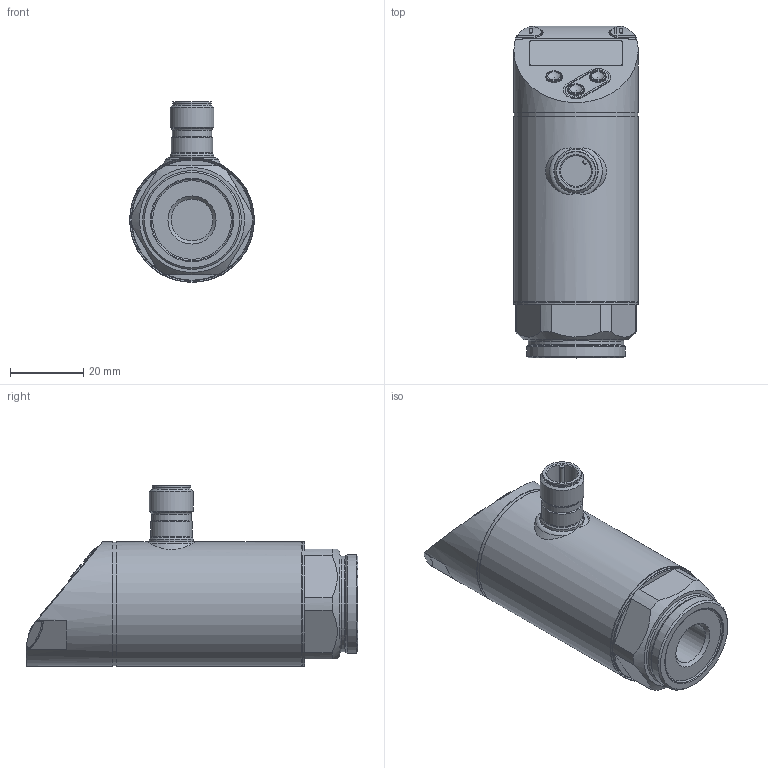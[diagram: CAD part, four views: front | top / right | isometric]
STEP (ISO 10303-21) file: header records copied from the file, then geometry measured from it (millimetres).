
FILE_DESCRIPTION( ( 'STEP AP214' ), '1' );
FILE_NAME( '34D-P016G-DD1-AA.stp', '2021-05-06T10:57:18', ( 'License CC BY-ND 4.0' ), ( 'CADENAS' ), ' ', 'PARTsolutions', ' ' );
FILE_SCHEMA( ( 'AUTOMOTIVE_DESIGN { 1 0 10303 214 1 1 1 1 }' ) );
Length unit declared in the file: millimetre
Products named in the file (1): _34D-P016G-DD1-AA
Bounding box: 34.1 x 90.7 x 49.4 mm (x, y, z)
Volume: 71797.1 mm3; surface area: 12136.4 mm2
Topology: 1 solids, 1 shells, 182 faces, 457 edges, 298 vertices
Faces by surface type: plane 90, cylinder 64, torus 13, cone 12, sphere 3
Full cylindrical faces by diameter (mm): 4.45 x3, 8.45 x1, 10.39 x1, 10.55 x1, 10.8 x1, 11.3 x1, 11.445 x1, 12 x2, 26 x1, 27 x1, 32.88 x1, 33.8 x1, 34 x2, 34.1 x1
Entity records: 7022 total; most frequent: CARTESIAN_POINT 1355, DIRECTION 872, ORIENTED_EDGE 814, EDGE_CURVE 407, AXIS2_PLACEMENT_3D 334, VERTEX_POINT 293, EDGE_LOOP 245, FACE_OUTER_BOUND 211
